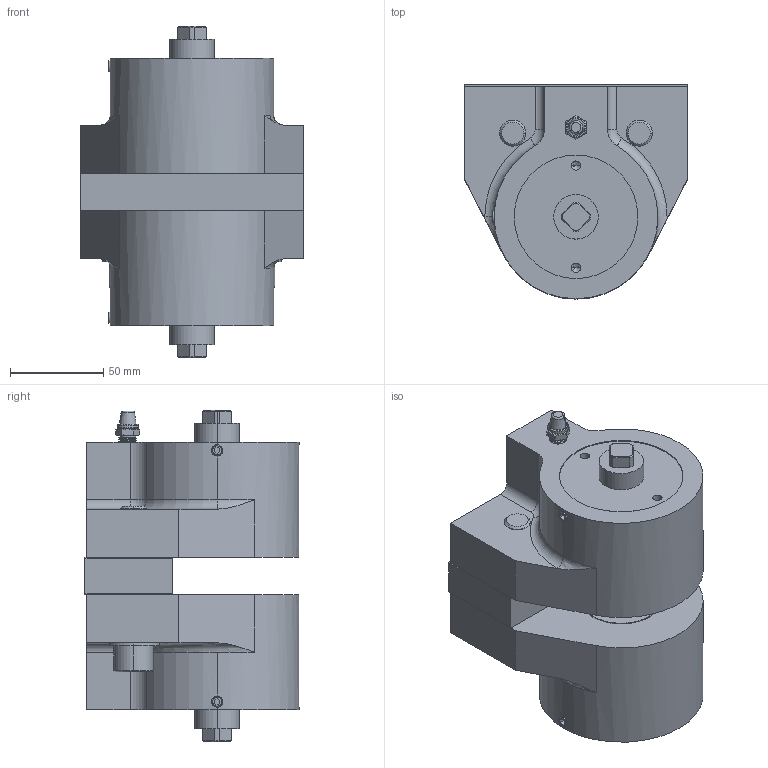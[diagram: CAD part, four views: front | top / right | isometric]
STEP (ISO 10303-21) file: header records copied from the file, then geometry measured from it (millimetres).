
FILE_DESCRIPTION (( 'STEP AP203' ), '1' );
FILE_NAME ('NDB-400A(Web—p).STEP', '2025-03-31T04:24:50', ( '' ), ( '' ), 'SwSTEP 2.0', 'SolidWorks 2024', '' );
FILE_SCHEMA (( 'CONFIG_CONTROL_DESIGN' ));
Length unit declared in the file: millimetre
Products named in the file (1): NDB-400A(Web用)
Bounding box: 120 x 115 x 178.29 mm (x, y, z)
Volume: 1220168.8 mm3; surface area: 94508.8 mm2
Topology: 1 solids, 1 shells, 352 faces, 851 edges, 514 vertices
Faces by surface type: plane 153, cylinder 96, cone 78, torus 18, sphere 4, bspline 3
Entity records: 11847 total; most frequent: CARTESIAN_POINT 3676, DIRECTION 1741, ORIENTED_EDGE 1646, EDGE_CURVE 823, AXIS2_PLACEMENT_3D 664, VERTEX_POINT 510, LINE 413, VECTOR 413
